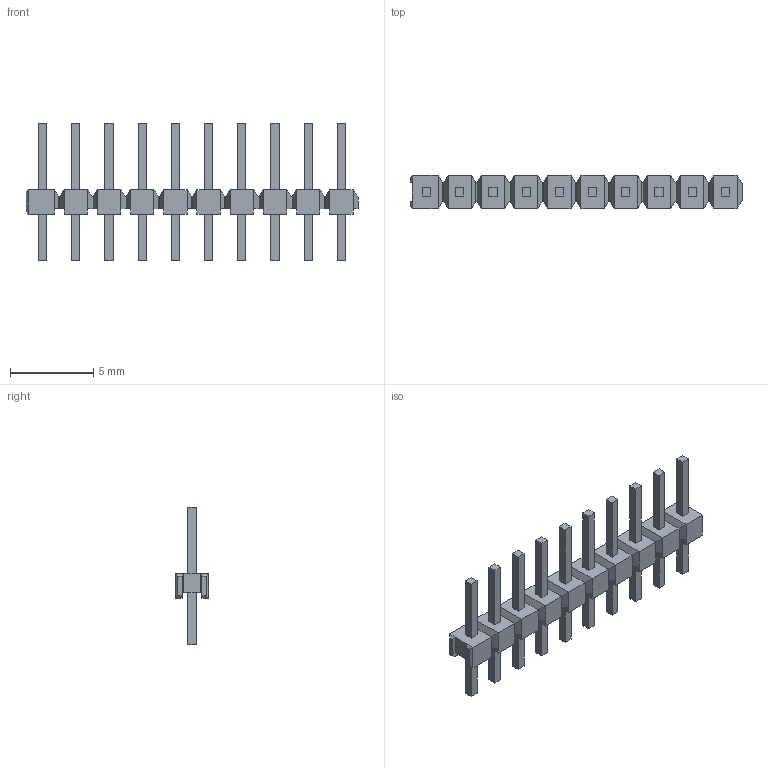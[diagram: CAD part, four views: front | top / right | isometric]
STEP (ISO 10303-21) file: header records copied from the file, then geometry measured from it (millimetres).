
FILE_DESCRIPTION((''),'2;1');
FILE_NAME('C-1-2355182-0','2019-08-26T08:16:16',('workeradm'),('TE Connectivity Ltd.'),'CREO PARAMETRIC BY PTC INC, 2019030','CREO PARAMETRIC BY PTC INC, 2019030','');
FILE_SCHEMA(('AUTOMOTIVE_DESIGN { 1 0 10303 214 1 1 1 1 }'));
Length unit declared in the file: millimetre
Products named in the file (1): C-1-2355182-0
Bounding box: 20 x 2 x 8.3 mm (x, y, z)
Volume: 62.5 mm3; surface area: 304.8 mm2
Topology: 1 solids, 1 shells, 305 faces, 729 edges, 446 vertices
Faces by surface type: plane 278, cylinder 27
Entity records: 8862 total; most frequent: CARTESIAN_POINT 1672, ORIENTED_EDGE 1458, DIRECTION 1359, EDGE_CURVE 729, VECTOR 693, LINE 693, VERTEX_POINT 446, AXIS2_PLACEMENT_3D 333
